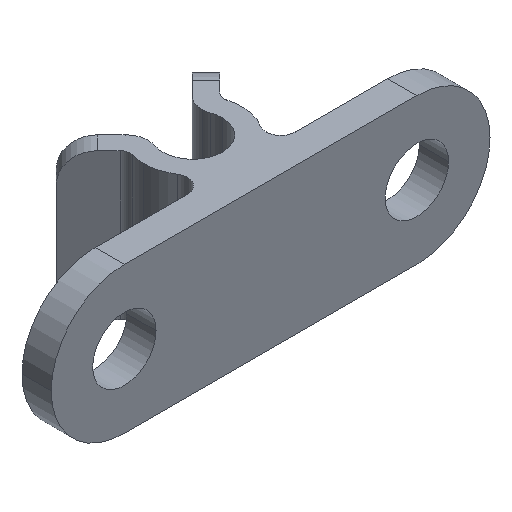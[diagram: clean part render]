
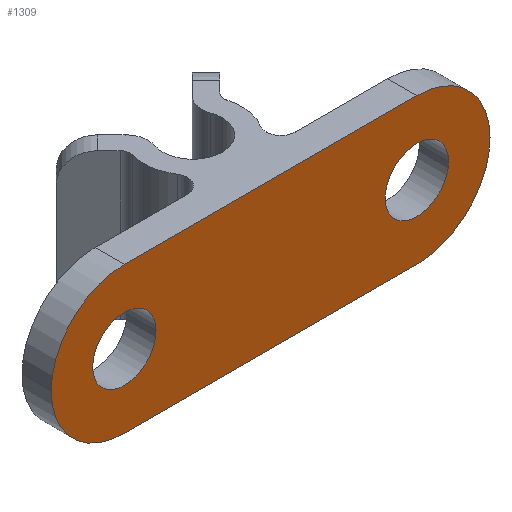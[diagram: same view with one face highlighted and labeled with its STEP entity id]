
A CAD part, isometric view. The second image highlights one B-rep face of the part: STEP entity #1309.
In plain terms, the highlighted planar face has unit normal (0, -1, 0).
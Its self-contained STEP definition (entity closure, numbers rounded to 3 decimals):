
#1 = DIRECTION ( 'NONE',  ( 0., -1., 0. ) ) ;
#2 = DIRECTION ( 'NONE',  ( 0., 0., 1. ) ) ;
#4 = DIRECTION ( 'NONE',  ( -1., 0., 0. ) ) ;
#7 = DIRECTION ( 'NONE',  ( 0., 1., 0. ) ) ;
#8 = CARTESIAN_POINT ( 'NONE',  ( -15., -8., 0. ) ) ;
#9 = DIRECTION ( 'NONE',  ( 0., 1., 0. ) ) ;
#12 = CARTESIAN_POINT ( 'NONE',  ( -15., -8., 0. ) ) ;
#13 = DIRECTION ( 'NONE',  ( 0., 1., 0. ) ) ;
#15 = DIRECTION ( 'NONE',  ( 0., 0., 1. ) ) ;
#17 = DIRECTION ( 'NONE',  ( 0., -1., 0. ) ) ;
#18 = DIRECTION ( 'NONE',  ( -1., 0., 0. ) ) ;
#19 = CARTESIAN_POINT ( 'NONE',  ( -15., -8., 0. ) ) ;
#24 = CARTESIAN_POINT ( 'NONE',  ( 15., -8., 0. ) ) ;
#25 = DIRECTION ( 'NONE',  ( -1., 0., 0. ) ) ;
#54 = CARTESIAN_POINT ( 'NONE',  ( 15., -8., 0. ) ) ;
#111 = EDGE_CURVE ( 'NONE', #1205, #1207, #429, .T. ) ;
#140 = EDGE_CURVE ( 'NONE', #1173, #1150, #426, .T. ) ;
#141 = EDGE_CURVE ( 'NONE', #1150, #1218, #424, .T. ) ;
#142 = EDGE_CURVE ( 'NONE', #1207, #1205, #436, .T. ) ;
#143 = EDGE_CURVE ( 'NONE', #1196, #1181, #440, .T. ) ;
#162 = EDGE_CURVE ( 'NONE', #1173, #1214, #1005, .T. ) ;
#163 = EDGE_CURVE ( 'NONE', #1189, #1214, #403, .T. ) ;
#164 = EDGE_CURVE ( 'NONE', #1179, #1189, #401, .T. ) ;
#165 = EDGE_CURVE ( 'NONE', #1218, #1179, #1006, .T. ) ;
#168 = EDGE_CURVE ( 'NONE', #1181, #1196, #388, .T. ) ;
#202 = CARTESIAN_POINT ( 'NONE',  ( 18.25, -8., 0. ) ) ;
#204 = CARTESIAN_POINT ( 'NONE',  ( 11.75, -8., 0. ) ) ;
#211 = CARTESIAN_POINT ( 'NONE',  ( 15., -8., 7.5 ) ) ;
#215 = CARTESIAN_POINT ( 'NONE',  ( -15., -8., -7.5 ) ) ;
#245 = PLANE ( 'NONE',  #356 ) ;
#246 = CARTESIAN_POINT ( 'NONE',  ( -22.5, -8., 7.5 ) ) ;
#247 = DIRECTION ( 'NONE',  ( 0., 1., 0. ) ) ;
#248 = DIRECTION ( 'NONE',  ( 0., 0., 1. ) ) ;
#356 = AXIS2_PLACEMENT_3D ( 'NONE', #246, #247, #248 ) ;
#383 = VECTOR ( 'NONE', #566, 1000. ) ;
#385 = AXIS2_PLACEMENT_3D ( 'NONE', #577, #572, #570 ) ;
#386 = AXIS2_PLACEMENT_3D ( 'NONE', #541, #580, #579 ) ;
#387 = VECTOR ( 'NONE', #553, 1000. ) ;
#388 = CIRCLE ( 'NONE', #1312, 3.25 ) ;
#401 = CIRCLE ( 'NONE', #385, 7.5 ) ;
#403 = CIRCLE ( 'NONE', #386, 7.5 ) ;
#420 = AXIS2_PLACEMENT_3D ( 'NONE', #19, #9, #18 ) ;
#421 = AXIS2_PLACEMENT_3D ( 'NONE', #24, #13, #25 ) ;
#423 = AXIS2_PLACEMENT_3D ( 'NONE', #8, #1, #2 ) ;
#424 = CIRCLE ( 'NONE', #423, 7.5 ) ;
#425 = AXIS2_PLACEMENT_3D ( 'NONE', #12, #17, #15 ) ;
#426 = CIRCLE ( 'NONE', #425, 7.5 ) ;
#427 = AXIS2_PLACEMENT_3D ( 'NONE', #54, #7, #4 ) ;
#429 = CIRCLE ( 'NONE', #427, 3.25 ) ;
#436 = CIRCLE ( 'NONE', #421, 3.25 ) ;
#440 = CIRCLE ( 'NONE', #420, 3.25 ) ;
#541 = CARTESIAN_POINT ( 'NONE',  ( 15., -8., 0. ) ) ;
#546 = DIRECTION ( 'NONE',  ( -1., 0., 0. ) ) ;
#547 = DIRECTION ( 'NONE',  ( 0., 1., 0. ) ) ;
#548 = CARTESIAN_POINT ( 'NONE',  ( -15., -8., 0. ) ) ;
#553 = DIRECTION ( 'NONE',  ( 1., 0., 0. ) ) ;
#560 = CARTESIAN_POINT ( 'NONE',  ( -22.5, -8., 7.5 ) ) ;
#566 = DIRECTION ( 'NONE',  ( 1., 0., 0. ) ) ;
#568 = CARTESIAN_POINT ( 'NONE',  ( -22.5, -8., -7.5 ) ) ;
#570 = DIRECTION ( 'NONE',  ( 0., 0., 1. ) ) ;
#572 = DIRECTION ( 'NONE',  ( 0., -1., 0. ) ) ;
#577 = CARTESIAN_POINT ( 'NONE',  ( 15., -8., 0. ) ) ;
#579 = DIRECTION ( 'NONE',  ( 0., 0., 1. ) ) ;
#580 = DIRECTION ( 'NONE',  ( 0., -1., 0. ) ) ;
#619 = CARTESIAN_POINT ( 'NONE',  ( -22.5, -8., 0. ) ) ;
#642 = CARTESIAN_POINT ( 'NONE',  ( -15., -8., 7.5 ) ) ;
#648 = CARTESIAN_POINT ( 'NONE',  ( 15., -8., -7.5 ) ) ;
#650 = CARTESIAN_POINT ( 'NONE',  ( -11.75, -8., 0. ) ) ;
#658 = CARTESIAN_POINT ( 'NONE',  ( 22.5, -8., 0. ) ) ;
#665 = CARTESIAN_POINT ( 'NONE',  ( -18.25, -8., 0. ) ) ;
#856 = EDGE_LOOP ( 'NONE', ( #894, #892 ) ) ;
#860 = EDGE_LOOP ( 'NONE', ( #893, #889, #890, #888, #887, #886 ) ) ;
#873 = EDGE_LOOP ( 'NONE', ( #895, #891 ) ) ;
#886 = ORIENTED_EDGE ( 'NONE', *, *, #162, .F. ) ;
#887 = ORIENTED_EDGE ( 'NONE', *, *, #163, .T. ) ;
#888 = ORIENTED_EDGE ( 'NONE', *, *, #164, .T. ) ;
#889 = ORIENTED_EDGE ( 'NONE', *, *, #141, .T. ) ;
#890 = ORIENTED_EDGE ( 'NONE', *, *, #165, .T. ) ;
#891 = ORIENTED_EDGE ( 'NONE', *, *, #111, .T. ) ;
#892 = ORIENTED_EDGE ( 'NONE', *, *, #168, .T. ) ;
#893 = ORIENTED_EDGE ( 'NONE', *, *, #140, .T. ) ;
#894 = ORIENTED_EDGE ( 'NONE', *, *, #143, .T. ) ;
#895 = ORIENTED_EDGE ( 'NONE', *, *, #142, .T. ) ;
#1005 = LINE ( 'NONE', #560, #387 ) ;
#1006 = LINE ( 'NONE', #568, #383 ) ;
#1071 = FACE_BOUND ( 'NONE', #856, .T. ) ;
#1072 = FACE_BOUND ( 'NONE', #873, .T. ) ;
#1073 = FACE_OUTER_BOUND ( 'NONE', #860, .T. ) ;
#1150 = VERTEX_POINT ( 'NONE', #619 ) ;
#1173 = VERTEX_POINT ( 'NONE', #642 ) ;
#1179 = VERTEX_POINT ( 'NONE', #648 ) ;
#1181 = VERTEX_POINT ( 'NONE', #650 ) ;
#1189 = VERTEX_POINT ( 'NONE', #658 ) ;
#1196 = VERTEX_POINT ( 'NONE', #665 ) ;
#1205 = VERTEX_POINT ( 'NONE', #202 ) ;
#1207 = VERTEX_POINT ( 'NONE', #204 ) ;
#1214 = VERTEX_POINT ( 'NONE', #211 ) ;
#1218 = VERTEX_POINT ( 'NONE', #215 ) ;
#1309 = ADVANCED_FACE ( 'NONE', ( #1071, #1072, #1073 ), #245, .F. ) ;
#1312 = AXIS2_PLACEMENT_3D ( 'NONE', #548, #547, #546 ) ;
